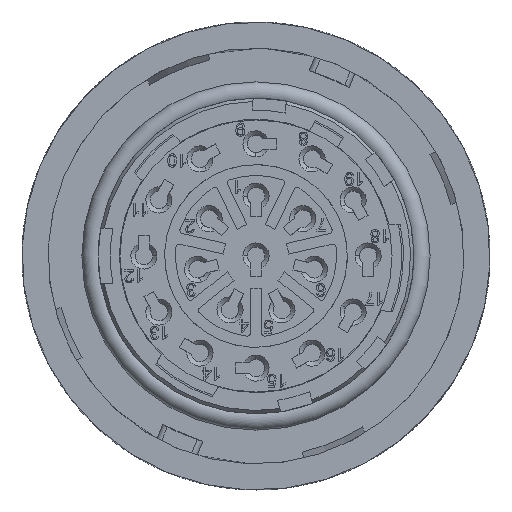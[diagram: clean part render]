
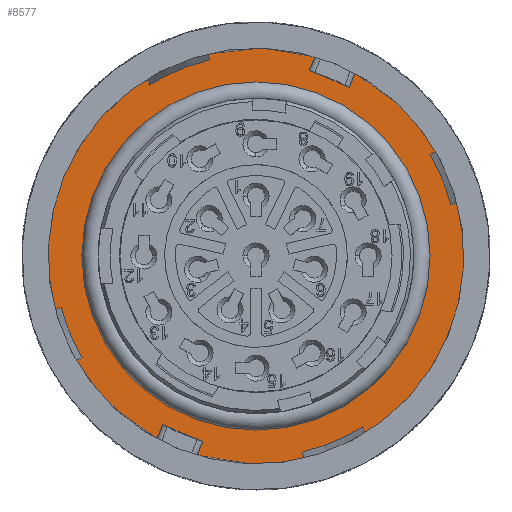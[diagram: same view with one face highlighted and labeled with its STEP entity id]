
A CAD part, left-side view. The second image highlights one B-rep face of the part: STEP entity #8577.
In plain terms, the highlighted planar face has unit normal (-1, 0, 0).
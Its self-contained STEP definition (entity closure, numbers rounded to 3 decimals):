
#855=PLANE('',#26756);
#2310=LINE('',#41368,#4245);
#2312=LINE('',#41372,#4247);
#2314=LINE('',#41394,#4249);
#2461=LINE('',#43338,#4396);
#4245=VECTOR('',#30786,1.);
#4247=VECTOR('',#30790,1.);
#4249=VECTOR('',#30798,1.);
#4396=VECTOR('',#31325,1.);
#8577=ADVANCED_FACE('',(#9450,#9451),#855,.T.);
#9450=FACE_BOUND('',#10529,.T.);
#9451=FACE_BOUND('',#10530,.T.);
#10529=EDGE_LOOP('',(#15911));
#10530=EDGE_LOOP('',(#15912,#15913,#15914,#15915,#15916,#15917,#15918,#15919));
#15911=ORIENTED_EDGE('',*,*,#23367,.T.);
#15912=ORIENTED_EDGE('',*,*,#23366,.T.);
#15913=ORIENTED_EDGE('',*,*,#23363,.F.);
#15914=ORIENTED_EDGE('',*,*,#23016,.T.);
#15915=ORIENTED_EDGE('',*,*,#23013,.F.);
#15916=ORIENTED_EDGE('',*,*,#23010,.T.);
#15917=ORIENTED_EDGE('',*,*,#23365,.F.);
#15918=ORIENTED_EDGE('',*,*,#23008,.T.);
#15919=ORIENTED_EDGE('',*,*,#23005,.F.);
#19851=VERTEX_POINT('',#41354);
#19853=VERTEX_POINT('',#41357);
#19855=VERTEX_POINT('',#41369);
#19856=VERTEX_POINT('',#41373);
#19857=VERTEX_POINT('',#41374);
#19859=VERTEX_POINT('',#41383);
#19861=VERTEX_POINT('',#41395);
#20081=VERTEX_POINT('',#43334);
#20082=VERTEX_POINT('',#43341);
#23005=EDGE_CURVE('',#19851,#19853,#25150,.T.);
#23008=EDGE_CURVE('',#19855,#19853,#2310,.T.);
#23010=EDGE_CURVE('',#19856,#19857,#2312,.T.);
#23013=EDGE_CURVE('',#19856,#19859,#25151,.T.);
#23016=EDGE_CURVE('',#19861,#19859,#2314,.T.);
#23363=EDGE_CURVE('',#19861,#20081,#25227,.T.);
#23365=EDGE_CURVE('',#19855,#19857,#25228,.T.);
#23366=EDGE_CURVE('',#19851,#20081,#2461,.T.);
#23367=EDGE_CURVE('',#20082,#20082,#25229,.T.);
#25150=CIRCLE('',#26558,18.515);
#25151=CIRCLE('',#26562,18.515);
#25227=CIRCLE('',#26751,19.1);
#25228=CIRCLE('',#26752,19.1);
#25229=CIRCLE('',#26755,15.436);
#26558=AXIS2_PLACEMENT_3D('',#41356,#30782,#30783);
#26562=AXIS2_PLACEMENT_3D('',#41382,#30794,#30795);
#26751=AXIS2_PLACEMENT_3D('',#43333,#31318,#31319);
#26752=AXIS2_PLACEMENT_3D('',#43336,#31321,#31322);
#26755=AXIS2_PLACEMENT_3D('',#43340,#31328,#31329);
#26756=AXIS2_PLACEMENT_3D('',#43342,#31330,#31331);
#30782=DIRECTION('',(1.,0.,0.));
#30783=DIRECTION('',(0.,0.,1.));
#30786=DIRECTION('',(0.,-0.924,0.384));
#30790=DIRECTION('',(0.,-0.924,0.384));
#30794=DIRECTION('',(1.,0.,0.));
#30795=DIRECTION('',(0.,0.,1.));
#30798=DIRECTION('',(0.,0.924,-0.384));
#31318=DIRECTION('',(1.,0.,0.));
#31319=DIRECTION('',(0.,0.,1.));
#31321=DIRECTION('',(1.,0.,0.));
#31322=DIRECTION('',(0.,0.,1.));
#31325=DIRECTION('',(0.,0.924,-0.384));
#31328=DIRECTION('',(1.,0.,0.));
#31329=DIRECTION('',(0.,0.,1.));
#31330=DIRECTION('',(-1.,0.,0.));
#31331=DIRECTION('',(0.,1.,0.));
#41354=CARTESIAN_POINT('',(-40.559,23.658,-9.345));
#41356=CARTESIAN_POINT('',(-40.559,7.674,0.));
#41357=CARTESIAN_POINT('',(-40.559,25.575,-4.727));
#41368=CARTESIAN_POINT('',(-40.559,25.561,-4.721));
#41369=CARTESIAN_POINT('',(-40.559,26.12,-4.953));
#41372=CARTESIAN_POINT('',(-40.559,-8.855,9.571));
#41373=CARTESIAN_POINT('',(-40.559,-8.31,9.345));
#41374=CARTESIAN_POINT('',(-40.559,-8.855,9.571));
#41382=CARTESIAN_POINT('',(-40.559,7.674,0.));
#41383=CARTESIAN_POINT('',(-40.559,-10.228,4.727));
#41394=CARTESIAN_POINT('',(-40.559,-10.214,4.721));
#41395=CARTESIAN_POINT('',(-40.559,-10.773,4.953));
#43333=CARTESIAN_POINT('',(-40.559,7.674,0.));
#43334=CARTESIAN_POINT('',(-40.559,24.203,-9.571));
#43336=CARTESIAN_POINT('',(-40.559,7.674,0.));
#43338=CARTESIAN_POINT('',(-40.559,24.203,-9.571));
#43340=CARTESIAN_POINT('',(-40.559,7.674,0.));
#43341=CARTESIAN_POINT('',(-40.559,7.674,15.436));
#43342=CARTESIAN_POINT('',(-40.559,-13.226,20.9));
